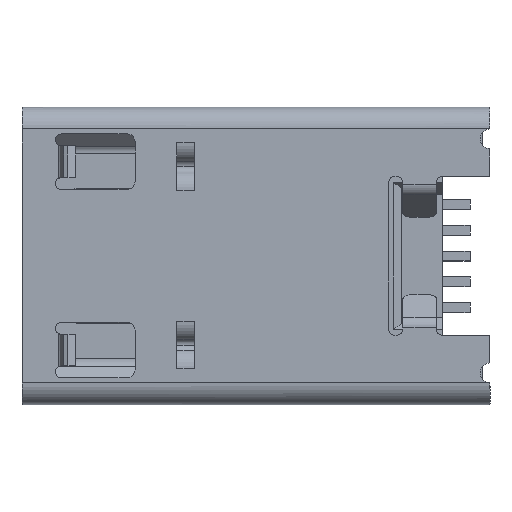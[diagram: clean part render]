
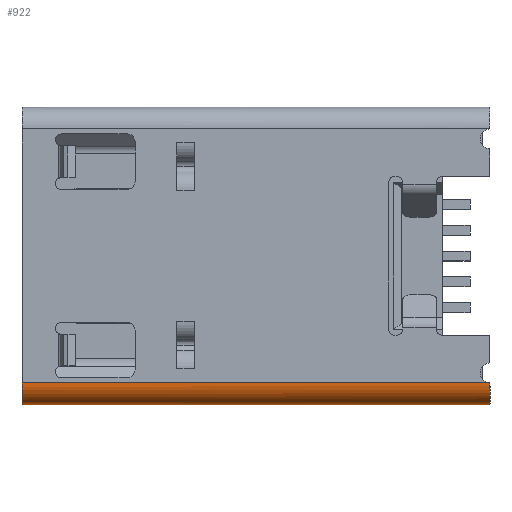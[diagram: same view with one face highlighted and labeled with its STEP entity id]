
A CAD part, top view. The second image highlights one B-rep face of the part: STEP entity #922.
In plain terms, the highlighted cylindrical face has radius 0.55 mm (diameter 1.1 mm), a partial arc.
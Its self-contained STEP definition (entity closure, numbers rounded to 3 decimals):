
#922=ADVANCED_FACE('NONE',(#2495),#2496,.T.);
#2495=FACE_OUTER_BOUND('',#4774,.T.);
#2496=CYLINDRICAL_SURFACE('',#4775,0.55);
#4774=EDGE_LOOP('',(#7770,#7771,#7772,#7773));
#4775=AXIS2_PLACEMENT_3D('',#7774,#7775,#7776);
#7770=ORIENTED_EDGE('',*,*,#14516,.T.);
#7771=ORIENTED_EDGE('',*,*,#14517,.F.);
#7772=ORIENTED_EDGE('',*,*,#14332,.F.);
#7773=ORIENTED_EDGE('',*,*,#14518,.T.);
#7774=CARTESIAN_POINT('',(-11.8,-5.2,-0.55));
#7775=DIRECTION('',(-1.0,0.0,-0.0));
#7776=DIRECTION('',(0.0,0.0,-1.0));
#14332=EDGE_CURVE('NONE',#17312,#17314,#17315,.T.);
#14516=EDGE_CURVE('NONE',#17591,#17592,#17593,.T.);
#14517=EDGE_CURVE('NONE',#17314,#17592,#17594,.T.);
#14518=EDGE_CURVE('NONE',#17312,#17591,#17595,.T.);
#17312=VERTEX_POINT('NONE',#21961);
#17314=VERTEX_POINT('NONE',#21964);
#17315=LINE('',#21965,#21966);
#17591=VERTEX_POINT('NONE',#22379);
#17592=VERTEX_POINT('NONE',#22380);
#17593=LINE('',#22381,#22382);
#17594=B_SPLINE_CURVE_WITH_KNOTS('',3,(#22383,#22384,#22385,#22386,#22387,#22388,#22389,#22390,#22391,#22392,#22393,#22394,#22395,#22396,#22397,#22398),.UNSPECIFIED.,.F.,.F.,(4,1,2,2,2,1,2,2,4),(0.0,0.125,0.188,0.25,0.5,0.625,0.688,0.75,1.0),.UNSPECIFIED.);
#17595=CIRCLE('',#22399,0.55);
#21961=CARTESIAN_POINT('',(-11.8,-5.2,0.));
#21964=CARTESIAN_POINT('',(0.,-5.2,0.));
#21965=CARTESIAN_POINT('',(-2.2,-5.2,0.));
#21966=VECTOR('',#29075,1000.0);
#22379=CARTESIAN_POINT('',(-11.8,-5.75,-0.55));
#22380=CARTESIAN_POINT('',(0.,-5.75,-0.55));
#22381=CARTESIAN_POINT('',(-11.8,-5.75,-0.55));
#22382=VECTOR('',#29307,1000.0);
#22383=CARTESIAN_POINT('',(0.,-5.2,0.));
#22384=CARTESIAN_POINT('',(0.,-5.235,0.));
#22385=CARTESIAN_POINT('',(0.,-5.286,-0.005));
#22386=CARTESIAN_POINT('',(0.,-5.337,-0.017));
#22387=CARTESIAN_POINT('',(0.,-5.37,-0.027));
#22388=CARTESIAN_POINT('',(0.,-5.385,-0.032));
#22389=CARTESIAN_POINT('',(0.,-5.473,-0.066));
#22390=CARTESIAN_POINT('',(0.,-5.535,-0.108));
#22391=CARTESIAN_POINT('',(0.,-5.616,-0.188));
#22392=CARTESIAN_POINT('',(0.,-5.651,-0.231));
#22393=CARTESIAN_POINT('',(0.,-5.679,-0.279));
#22394=CARTESIAN_POINT('',(0.,-5.697,-0.313));
#22395=CARTESIAN_POINT('',(0.,-5.705,-0.331));
#22396=CARTESIAN_POINT('',(0.,-5.737,-0.412));
#22397=CARTESIAN_POINT('',(0.,-5.75,-0.48));
#22398=CARTESIAN_POINT('',(0.,-5.75,-0.55));
#22399=AXIS2_PLACEMENT_3D('',#29308,#29309,#29310);
#29075=DIRECTION('',(1.0,0.,0.));
#29307=DIRECTION('',(1.0,0.0,0.0));
#29308=CARTESIAN_POINT('',(-11.8,-5.2,-0.55));
#29309=DIRECTION('',(1.0,0.0,0.0));
#29310=DIRECTION('',(0.0,0.0,-1.0));
